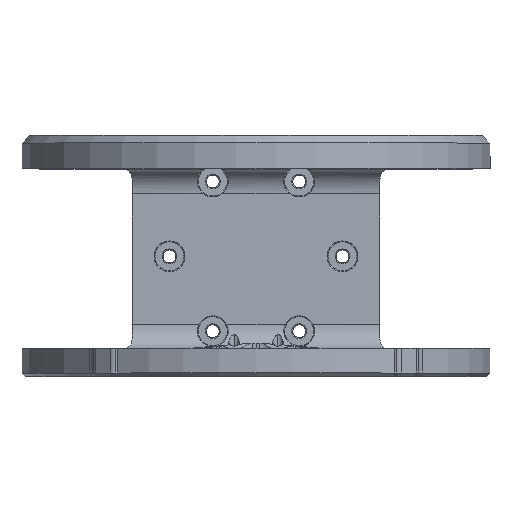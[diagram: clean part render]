
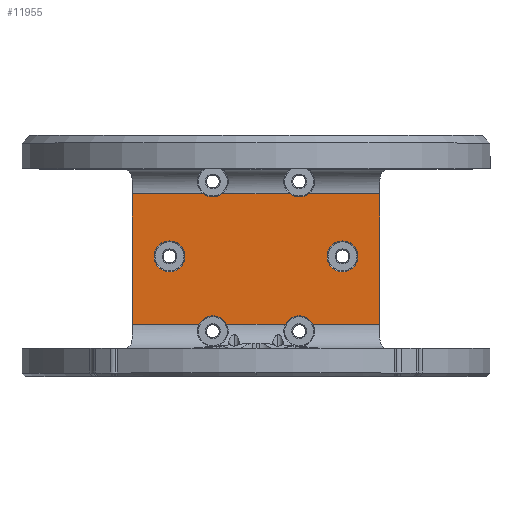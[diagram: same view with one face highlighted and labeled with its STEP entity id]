
A CAD part, top view. The second image highlights one B-rep face of the part: STEP entity #11955.
In plain terms, the highlighted planar face has unit normal (0, 0, 1).
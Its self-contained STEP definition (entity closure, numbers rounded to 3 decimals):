
#48 = AXIS2_PLACEMENT_3D ( 'NONE', #3502, #2095, #15258 ) ;
#220 = AXIS2_PLACEMENT_3D ( 'NONE', #2958, #16336, #9546 ) ;
#498 = ORIENTED_EDGE ( 'NONE', *, *, #14297, .F. ) ;
#545 = VERTEX_POINT ( 'NONE', #18415 ) ;
#573 = DIRECTION ( 'NONE',  ( 0., -1., 0. ) ) ;
#712 = AXIS2_PLACEMENT_3D ( 'NONE', #19981, #3636, #1913 ) ;
#795 = DIRECTION ( 'NONE',  ( 0., 1., 0. ) ) ;
#809 = ORIENTED_EDGE ( 'NONE', *, *, #2053, .T. ) ;
#862 = EDGE_CURVE ( 'NONE', #14252, #21073, #4259, .T. ) ;
#1153 = AXIS2_PLACEMENT_3D ( 'NONE', #14567, #2593, #1399 ) ;
#1206 = VERTEX_POINT ( 'NONE', #8735 ) ;
#1399 = DIRECTION ( 'NONE',  ( 0., -1., 0. ) ) ;
#1428 = AXIS2_PLACEMENT_3D ( 'NONE', #11072, #14396, #21234 ) ;
#1440 = VERTEX_POINT ( 'NONE', #4523 ) ;
#1913 = DIRECTION ( 'NONE',  ( 0., -1., 0. ) ) ;
#2053 = EDGE_CURVE ( 'NONE', #9696, #17344, #5380, .T. ) ;
#2083 = CARTESIAN_POINT ( 'NONE',  ( -28., 0., 5. ) ) ;
#2095 = DIRECTION ( 'NONE',  ( 0., 0., -1. ) ) ;
#2347 = LINE ( 'NONE', #20304, #16128 ) ;
#2404 = ORIENTED_EDGE ( 'NONE', *, *, #10802, .T. ) ;
#2584 = CARTESIAN_POINT ( 'NONE',  ( 40., -22., 5. ) ) ;
#2593 = DIRECTION ( 'NONE',  ( 0., 0., -1. ) ) ;
#2958 = CARTESIAN_POINT ( 'NONE',  ( -28., 0., 5. ) ) ;
#3376 = AXIS2_PLACEMENT_3D ( 'NONE', #2083, #16876, #573 ) ;
#3502 = CARTESIAN_POINT ( 'NONE',  ( 14., 24.249, 5. ) ) ;
#3636 = DIRECTION ( 'NONE',  ( 0., 0., -1. ) ) ;
#3893 = ORIENTED_EDGE ( 'NONE', *, *, #9576, .F. ) ;
#4149 = CIRCLE ( 'NONE', #712, 5. ) ;
#4190 = CARTESIAN_POINT ( 'NONE',  ( 144., 20.2, 5. ) ) ;
#4259 = LINE ( 'NONE', #17438, #12079 ) ;
#4410 = CIRCLE ( 'NONE', #3376, 5. ) ;
#4523 = CARTESIAN_POINT ( 'NONE',  ( 23., 0., 5. ) ) ;
#4613 = PLANE ( 'NONE',  #17434 ) ;
#4931 = CIRCLE ( 'NONE', #5985, 5. ) ;
#5036 = VECTOR ( 'NONE', #6729, 1000. ) ;
#5380 = CIRCLE ( 'NONE', #220, 5. ) ;
#5475 = DIRECTION ( 'NONE',  ( -1., 0., 0. ) ) ;
#5796 = CARTESIAN_POINT ( 'NONE',  ( 144., 20.2, 5. ) ) ;
#5914 = FACE_BOUND ( 'NONE', #10860, .T. ) ;
#5972 = VERTEX_POINT ( 'NONE', #11462 ) ;
#5985 = AXIS2_PLACEMENT_3D ( 'NONE', #14504, #17538, #16121 ) ;
#6427 = EDGE_CURVE ( 'NONE', #7418, #14252, #20767, .T. ) ;
#6729 = DIRECTION ( 'NONE',  ( -1., 0., 0. ) ) ;
#6738 = EDGE_CURVE ( 'NONE', #7590, #13112, #17992, .T. ) ;
#7082 = DIRECTION ( 'NONE',  ( 0., -1., 0. ) ) ;
#7147 = CARTESIAN_POINT ( 'NONE',  ( 11.066, 20.2, 5. ) ) ;
#7204 = DIRECTION ( 'NONE',  ( 0., -1., 0. ) ) ;
#7418 = VERTEX_POINT ( 'NONE', #16067 ) ;
#7590 = VERTEX_POINT ( 'NONE', #10660 ) ;
#7750 = DIRECTION ( 'NONE',  ( 0., 0., 1. ) ) ;
#8044 = CARTESIAN_POINT ( 'NONE',  ( -16.934, 20.2, 5. ) ) ;
#8232 = VERTEX_POINT ( 'NONE', #16517 ) ;
#8669 = CARTESIAN_POINT ( 'NONE',  ( 144., -22., 5. ) ) ;
#8716 = EDGE_CURVE ( 'NONE', #545, #5972, #17028, .T. ) ;
#8735 = CARTESIAN_POINT ( 'NONE',  ( 18.466, -22., 5. ) ) ;
#9011 = VECTOR ( 'NONE', #21265, 1000. ) ;
#9093 = CIRCLE ( 'NONE', #1153, 5. ) ;
#9174 = EDGE_CURVE ( 'NONE', #18125, #1440, #4931, .T. ) ;
#9228 = DIRECTION ( 'NONE',  ( -1., 0., 0. ) ) ;
#9385 = ORIENTED_EDGE ( 'NONE', *, *, #15140, .F. ) ;
#9546 = DIRECTION ( 'NONE',  ( 0., -1., 0. ) ) ;
#9576 = EDGE_CURVE ( 'NONE', #11499, #13112, #12040, .T. ) ;
#9687 = VERTEX_POINT ( 'NONE', #8044 ) ;
#9688 = CARTESIAN_POINT ( 'NONE',  ( 144., 20.2, 5. ) ) ;
#9696 = VERTEX_POINT ( 'NONE', #12580 ) ;
#9820 = CARTESIAN_POINT ( 'NONE',  ( -33., 0., 5. ) ) ;
#9903 = ORIENTED_EDGE ( 'NONE', *, *, #10379, .T. ) ;
#10239 = DIRECTION ( 'NONE',  ( 0., 0., -1. ) ) ;
#10379 = EDGE_CURVE ( 'NONE', #11499, #1206, #9093, .T. ) ;
#10541 = EDGE_LOOP ( 'NONE', ( #17607, #13080, #17326, #14207, #2404, #17200, #498, #11379, #3893, #9903, #9385, #17387 ) ) ;
#10660 = CARTESIAN_POINT ( 'NONE',  ( -18.466, -22., 5. ) ) ;
#10769 = CARTESIAN_POINT ( 'NONE',  ( -40., 39., 5. ) ) ;
#10777 = DIRECTION ( 'NONE',  ( -1., 0., 0. ) ) ;
#10802 = EDGE_CURVE ( 'NONE', #9687, #545, #15949, .T. ) ;
#10825 = VECTOR ( 'NONE', #10777, 1000. ) ;
#10860 = EDGE_LOOP ( 'NONE', ( #18063, #15566 ) ) ;
#11072 = CARTESIAN_POINT ( 'NONE',  ( -14., -24.249, 5. ) ) ;
#11214 = DIRECTION ( 'NONE',  ( 0., -1., 0. ) ) ;
#11379 = ORIENTED_EDGE ( 'NONE', *, *, #6738, .T. ) ;
#11462 = CARTESIAN_POINT ( 'NONE',  ( -40., -22., 5. ) ) ;
#11499 = VERTEX_POINT ( 'NONE', #17712 ) ;
#11823 = EDGE_CURVE ( 'NONE', #1440, #18125, #19150, .T. ) ;
#11916 = LINE ( 'NONE', #8669, #5036 ) ;
#11955 = ADVANCED_FACE ( 'NONE', ( #18999, #5914, #21065 ), #4613, .T. ) ;
#12040 = LINE ( 'NONE', #15370, #17380 ) ;
#12079 = VECTOR ( 'NONE', #9228, 1000. ) ;
#12580 = CARTESIAN_POINT ( 'NONE',  ( -23., 0., 5. ) ) ;
#12652 = VECTOR ( 'NONE', #795, 1000. ) ;
#12671 = LINE ( 'NONE', #17536, #12652 ) ;
#12771 = EDGE_CURVE ( 'NONE', #19731, #8232, #12671, .T. ) ;
#13080 = ORIENTED_EDGE ( 'NONE', *, *, #6427, .T. ) ;
#13112 = VERTEX_POINT ( 'NONE', #19050 ) ;
#13998 = CARTESIAN_POINT ( 'NONE',  ( 28., 0., 5. ) ) ;
#14012 = ORIENTED_EDGE ( 'NONE', *, *, #14225, .T. ) ;
#14207 = ORIENTED_EDGE ( 'NONE', *, *, #20057, .T. ) ;
#14225 = EDGE_CURVE ( 'NONE', #17344, #9696, #4410, .T. ) ;
#14252 = VERTEX_POINT ( 'NONE', #7147 ) ;
#14297 = EDGE_CURVE ( 'NONE', #7590, #5972, #11916, .T. ) ;
#14396 = DIRECTION ( 'NONE',  ( 0., 0., -1. ) ) ;
#14432 = LINE ( 'NONE', #9688, #9011 ) ;
#14504 = CARTESIAN_POINT ( 'NONE',  ( 28., 0., 5. ) ) ;
#14567 = CARTESIAN_POINT ( 'NONE',  ( 14., -24.249, 5. ) ) ;
#15140 = EDGE_CURVE ( 'NONE', #19731, #1206, #2347, .T. ) ;
#15258 = DIRECTION ( 'NONE',  ( 0., -1., 0. ) ) ;
#15370 = CARTESIAN_POINT ( 'NONE',  ( 144., -22., 5. ) ) ;
#15566 = ORIENTED_EDGE ( 'NONE', *, *, #9174, .T. ) ;
#15949 = LINE ( 'NONE', #5796, #10825 ) ;
#16067 = CARTESIAN_POINT ( 'NONE',  ( 16.934, 20.2, 5. ) ) ;
#16121 = DIRECTION ( 'NONE',  ( 0., -1., 0. ) ) ;
#16128 = VECTOR ( 'NONE', #5475, 1000. ) ;
#16336 = DIRECTION ( 'NONE',  ( 0., 0., -1. ) ) ;
#16517 = CARTESIAN_POINT ( 'NONE',  ( 40., 20.2, 5. ) ) ;
#16876 = DIRECTION ( 'NONE',  ( 0., 0., -1. ) ) ;
#17028 = LINE ( 'NONE', #10769, #17554 ) ;
#17200 = ORIENTED_EDGE ( 'NONE', *, *, #8716, .T. ) ;
#17326 = ORIENTED_EDGE ( 'NONE', *, *, #862, .T. ) ;
#17344 = VERTEX_POINT ( 'NONE', #9820 ) ;
#17380 = VECTOR ( 'NONE', #18630, 1000. ) ;
#17387 = ORIENTED_EDGE ( 'NONE', *, *, #12771, .T. ) ;
#17434 = AXIS2_PLACEMENT_3D ( 'NONE', #4190, #7750, #11214 ) ;
#17438 = CARTESIAN_POINT ( 'NONE',  ( 144., 20.2, 5. ) ) ;
#17536 = CARTESIAN_POINT ( 'NONE',  ( 40., 39., 5. ) ) ;
#17538 = DIRECTION ( 'NONE',  ( 0., 0., -1. ) ) ;
#17554 = VECTOR ( 'NONE', #7082, 1000. ) ;
#17607 = ORIENTED_EDGE ( 'NONE', *, *, #20321, .T. ) ;
#17712 = CARTESIAN_POINT ( 'NONE',  ( 9.534, -22., 5. ) ) ;
#17992 = CIRCLE ( 'NONE', #1428, 5. ) ;
#18063 = ORIENTED_EDGE ( 'NONE', *, *, #11823, .T. ) ;
#18102 = AXIS2_PLACEMENT_3D ( 'NONE', #13998, #10239, #7204 ) ;
#18125 = VERTEX_POINT ( 'NONE', #20883 ) ;
#18415 = CARTESIAN_POINT ( 'NONE',  ( -40., 20.2, 5. ) ) ;
#18425 = EDGE_LOOP ( 'NONE', ( #14012, #809 ) ) ;
#18630 = DIRECTION ( 'NONE',  ( -1., 0., 0. ) ) ;
#18999 = FACE_BOUND ( 'NONE', #18425, .T. ) ;
#19050 = CARTESIAN_POINT ( 'NONE',  ( -9.534, -22., 5. ) ) ;
#19150 = CIRCLE ( 'NONE', #18102, 5. ) ;
#19731 = VERTEX_POINT ( 'NONE', #2584 ) ;
#19981 = CARTESIAN_POINT ( 'NONE',  ( -14., 24.249, 5. ) ) ;
#20057 = EDGE_CURVE ( 'NONE', #21073, #9687, #4149, .T. ) ;
#20304 = CARTESIAN_POINT ( 'NONE',  ( 144., -22., 5. ) ) ;
#20321 = EDGE_CURVE ( 'NONE', #8232, #7418, #14432, .T. ) ;
#20767 = CIRCLE ( 'NONE', #48, 5. ) ;
#20883 = CARTESIAN_POINT ( 'NONE',  ( 33., 0., 5. ) ) ;
#21010 = CARTESIAN_POINT ( 'NONE',  ( -11.066, 20.2, 5. ) ) ;
#21065 = FACE_OUTER_BOUND ( 'NONE', #10541, .T. ) ;
#21073 = VERTEX_POINT ( 'NONE', #21010 ) ;
#21234 = DIRECTION ( 'NONE',  ( 0., -1., 0. ) ) ;
#21265 = DIRECTION ( 'NONE',  ( -1., 0., 0. ) ) ;
